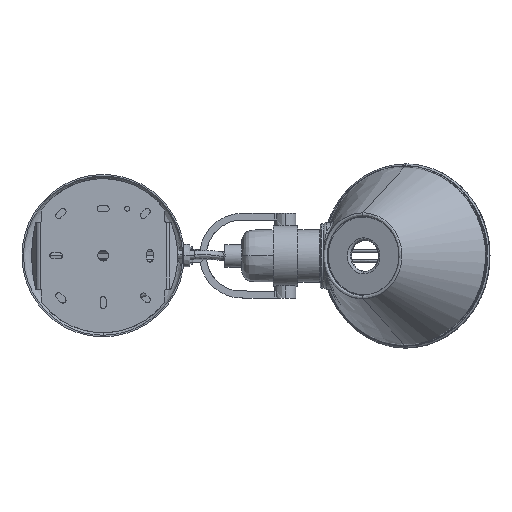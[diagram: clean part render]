
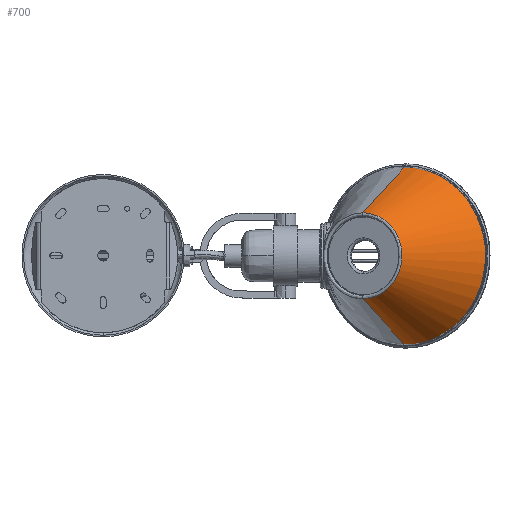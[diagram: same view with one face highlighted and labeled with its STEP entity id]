
A CAD part, top view. The second image highlights one B-rep face of the part: STEP entity #700.
In plain terms, the highlighted free-form (B-spline) face has degree [2, 1] with [5, 2] control points.
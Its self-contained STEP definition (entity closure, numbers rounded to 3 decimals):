
#225=B_SPLINE_CURVE_WITH_KNOTS($,1,(#6324,#6325),.UNSPECIFIED.,.F.,.F.,(2,
2),(62.602,129.635),.UNSPECIFIED.);
#236=B_SPLINE_CURVE_WITH_KNOTS($,1,(#6484,#6485),.UNSPECIFIED.,.F.,.F.,(2,
2),(62.602,129.635),.UNSPECIFIED.);
#700=ADVANCED_FACE($,(#1027),#4705,.T.);
#1027=FACE_OUTER_BOUND($,#1360,.T.);
#1360=EDGE_LOOP($,(#1883,#1884,#1885,#1886));
#1883=ORIENTED_EDGE($,*,*,#3302,.T.);
#1884=ORIENTED_EDGE($,*,*,#3328,.T.);
#1885=ORIENTED_EDGE($,*,*,#3304,.T.);
#1886=ORIENTED_EDGE($,*,*,#3361,.F.);
#3302=EDGE_CURVE($,#4151,#4150,#4901,.T.);
#3304=EDGE_CURVE($,#4152,#4153,#4903,.T.);
#3328=EDGE_CURVE($,#4150,#4152,#225,.T.);
#3361=EDGE_CURVE($,#4151,#4153,#236,.T.);
#4150=VERTEX_POINT($,#7008);
#4151=VERTEX_POINT($,#7009);
#4152=VERTEX_POINT($,#7010);
#4153=VERTEX_POINT($,#7011);
#4705=(
BOUNDED_SURFACE()
B_SPLINE_SURFACE(2,1,((#6983,#6984),(#6985,#6986),(#6987,#6988),(#6989,#6990),
(#6991,#6992)),.UNSPECIFIED.,.F.,.F.,.F.)
B_SPLINE_SURFACE_WITH_KNOTS((3,2,3),(2,2),(3.142,4.712,
6.283),(62.602,129.635),.UNSPECIFIED.)
GEOMETRIC_REPRESENTATION_ITEM()
RATIONAL_B_SPLINE_SURFACE(((1.,1.),(0.707,0.707),
(1.,1.),(0.707,0.707),(1.,1.)))
REPRESENTATION_ITEM($)
SURFACE()
);
#4901=(
BOUNDED_CURVE()
B_SPLINE_CURVE(2,(#6156,#6157,#6158,#6159,#6160),.UNSPECIFIED.,.F.,.F.)
B_SPLINE_CURVE_WITH_KNOTS((3,2,3),(81.558,122.337,163.116),
.UNSPECIFIED.)
CURVE()
GEOMETRIC_REPRESENTATION_ITEM()
RATIONAL_B_SPLINE_CURVE((1.,0.707,1.,0.707,1.))
REPRESENTATION_ITEM($)
);
#4903=(
BOUNDED_CURVE()
B_SPLINE_CURVE(2,(#6166,#6167,#6168,#6169,#6170),.UNSPECIFIED.,.F.,.F.)
B_SPLINE_CURVE_WITH_KNOTS((3,2,3),(-337.778,-253.334,-168.889),
.UNSPECIFIED.)
CURVE()
GEOMETRIC_REPRESENTATION_ITEM()
RATIONAL_B_SPLINE_CURVE((1.,0.707,1.,0.707,1.))
REPRESENTATION_ITEM($)
);
#6156=CARTESIAN_POINT($,(156.732,-25.964,-52.492));
#6157=CARTESIAN_POINT($,(180.355,-25.961,-41.726));
#6158=CARTESIAN_POINT($,(180.352,0.,-41.726));
#6159=CARTESIAN_POINT($,(180.349,25.961,-41.726));
#6160=CARTESIAN_POINT($,(156.726,25.958,-52.492));
#6166=CARTESIAN_POINT($,(182.017,53.759,-107.997));
#6167=CARTESIAN_POINT($,(230.936,53.766,-85.704));
#6168=CARTESIAN_POINT($,(230.943,0.007,-85.704));
#6169=CARTESIAN_POINT($,(230.95,-53.753,-85.704));
#6170=CARTESIAN_POINT($,(182.031,-53.759,-107.997));
#6324=CARTESIAN_POINT($,(156.726,25.958,-52.492));
#6325=CARTESIAN_POINT($,(182.017,53.759,-107.997));
#6484=CARTESIAN_POINT($,(156.732,-25.964,-52.492));
#6485=CARTESIAN_POINT($,(182.031,-53.759,-107.997));
#6983=CARTESIAN_POINT($,(156.732,-25.964,-52.492));
#6984=CARTESIAN_POINT($,(182.031,-53.759,-107.997));
#6985=CARTESIAN_POINT($,(180.355,-25.961,-41.726));
#6986=CARTESIAN_POINT($,(230.95,-53.753,-85.704));
#6987=CARTESIAN_POINT($,(180.352,0.,-41.726));
#6988=CARTESIAN_POINT($,(230.943,0.007,-85.704));
#6989=CARTESIAN_POINT($,(180.349,25.961,-41.726));
#6990=CARTESIAN_POINT($,(230.936,53.766,-85.704));
#6991=CARTESIAN_POINT($,(156.726,25.958,-52.492));
#6992=CARTESIAN_POINT($,(182.017,53.759,-107.997));
#7008=CARTESIAN_POINT($,(156.726,25.958,-52.492));
#7009=CARTESIAN_POINT($,(156.732,-25.964,-52.492));
#7010=CARTESIAN_POINT($,(182.017,53.759,-107.997));
#7011=CARTESIAN_POINT($,(182.031,-53.759,-107.997));
